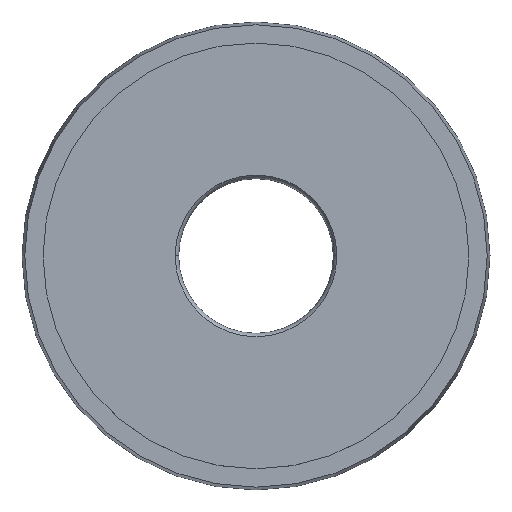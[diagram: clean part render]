
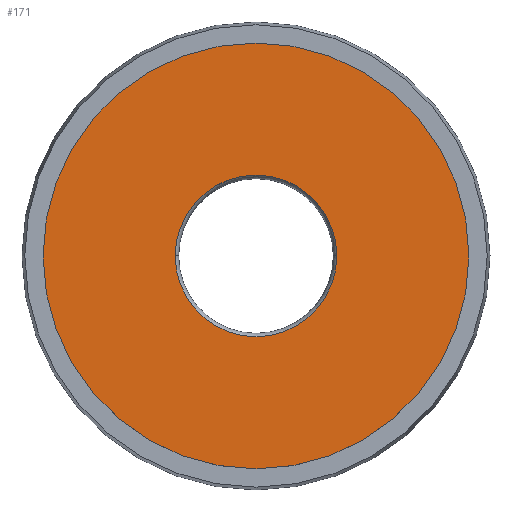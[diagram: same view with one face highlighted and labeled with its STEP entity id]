
A CAD part, top view. The second image highlights one B-rep face of the part: STEP entity #171.
In plain terms, the highlighted planar face has unit normal (0, 0, 1).
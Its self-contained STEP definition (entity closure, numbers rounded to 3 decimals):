
#15 = EDGE_LOOP ( 'NONE', ( #20, #607 ) ) ;
#20 = ORIENTED_EDGE ( 'NONE', *, *, #604, .T. ) ;
#24 = CIRCLE ( 'NONE', #489, 5.75 ) ;
#30 = VERTEX_POINT ( 'NONE', #200 ) ;
#69 = AXIS2_PLACEMENT_3D ( 'NONE', #384, #101, #423 ) ;
#100 = VERTEX_POINT ( 'NONE', #129 ) ;
#101 = DIRECTION ( 'NONE',  ( 0., 0., 1. ) ) ;
#115 = DIRECTION ( 'NONE',  ( 0., 0., 1. ) ) ;
#119 = VERTEX_POINT ( 'NONE', #212 ) ;
#129 = CARTESIAN_POINT ( 'NONE',  ( -5.75, 0., 0. ) ) ;
#155 = CARTESIAN_POINT ( 'NONE',  ( 0., 0., 0. ) ) ;
#158 = EDGE_CURVE ( 'NONE', #283, #30, #164, .T. ) ;
#164 = CIRCLE ( 'NONE', #513, 15.15 ) ;
#171 = ADVANCED_FACE ( 'NONE', ( #431, #584 ), #359, .F. ) ;
#200 = CARTESIAN_POINT ( 'NONE',  ( 15.15, 0., 0. ) ) ;
#212 = CARTESIAN_POINT ( 'NONE',  ( 5.75, 0., 0. ) ) ;
#230 = DIRECTION ( 'NONE',  ( 0., 0., 1. ) ) ;
#251 = ORIENTED_EDGE ( 'NONE', *, *, #571, .F. ) ;
#275 = DIRECTION ( 'NONE',  ( 1., 0., 0. ) ) ;
#283 = VERTEX_POINT ( 'NONE', #429 ) ;
#285 = EDGE_CURVE ( 'NONE', #119, #100, #381, .T. ) ;
#305 = CARTESIAN_POINT ( 'NONE',  ( 0., 0., 0. ) ) ;
#324 = ORIENTED_EDGE ( 'NONE', *, *, #285, .F. ) ;
#325 = CIRCLE ( 'NONE', #69, 15.15 ) ;
#341 = EDGE_LOOP ( 'NONE', ( #324, #251 ) ) ;
#359 = PLANE ( 'NONE',  #427 ) ;
#362 = DIRECTION ( 'NONE',  ( 0., 0., 1. ) ) ;
#364 = DIRECTION ( 'NONE',  ( -1., 0., 0. ) ) ;
#381 = CIRCLE ( 'NONE', #419, 5.75 ) ;
#382 = CARTESIAN_POINT ( 'NONE',  ( 0., 0., 0. ) ) ;
#384 = CARTESIAN_POINT ( 'NONE',  ( 0., 0., 0. ) ) ;
#419 = AXIS2_PLACEMENT_3D ( 'NONE', #155, #115, #436 ) ;
#423 = DIRECTION ( 'NONE',  ( 1., 0., 0. ) ) ;
#427 = AXIS2_PLACEMENT_3D ( 'NONE', #645, #519, #364 ) ;
#429 = CARTESIAN_POINT ( 'NONE',  ( -15.15, 0., 0. ) ) ;
#431 = FACE_BOUND ( 'NONE', #341, .T. ) ;
#436 = DIRECTION ( 'NONE',  ( 1., 0., 0. ) ) ;
#489 = AXIS2_PLACEMENT_3D ( 'NONE', #382, #230, #275 ) ;
#513 = AXIS2_PLACEMENT_3D ( 'NONE', #305, #362, #523 ) ;
#519 = DIRECTION ( 'NONE',  ( 0., 0., -1. ) ) ;
#523 = DIRECTION ( 'NONE',  ( 1., 0., 0. ) ) ;
#571 = EDGE_CURVE ( 'NONE', #100, #119, #24, .T. ) ;
#584 = FACE_OUTER_BOUND ( 'NONE', #15, .T. ) ;
#604 = EDGE_CURVE ( 'NONE', #30, #283, #325, .T. ) ;
#607 = ORIENTED_EDGE ( 'NONE', *, *, #158, .T. ) ;
#645 = CARTESIAN_POINT ( 'NONE',  ( 0., 0., 0. ) ) ;
